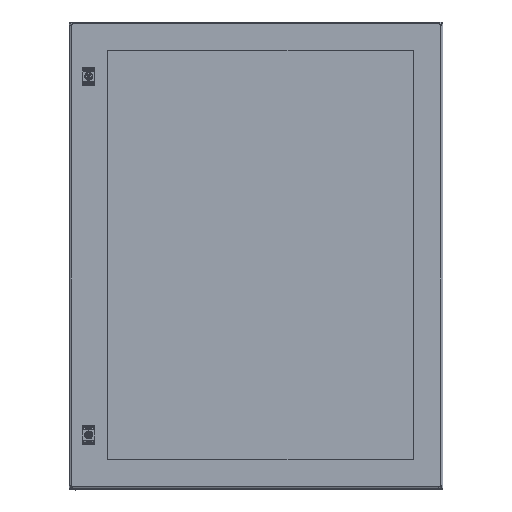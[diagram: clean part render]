
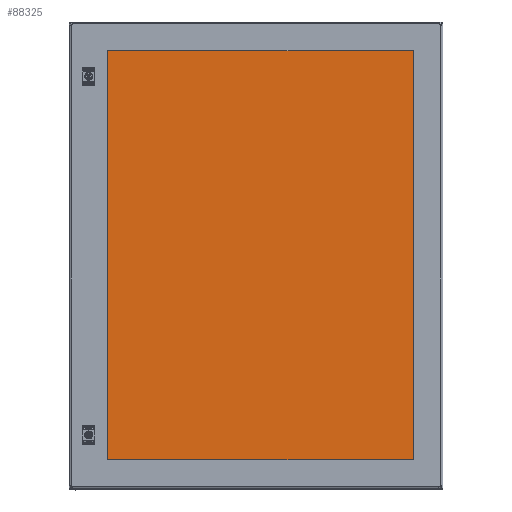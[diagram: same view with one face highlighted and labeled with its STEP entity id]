
A CAD part, top view. The second image highlights one B-rep face of the part: STEP entity #88325.
In plain terms, the highlighted face is planar.
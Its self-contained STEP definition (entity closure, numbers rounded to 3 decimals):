
#81355=DIRECTION('',(1.,0.,0.));
#81356=VECTOR('',#81355,685.);
#81357=CARTESIAN_POINT('',(45.8,3.5,950.3));
#81358=LINE('',#81357,#81356);
#81359=DIRECTION('',(0.,0.,-1.));
#81360=VECTOR('',#81359,905.);
#81361=CARTESIAN_POINT('',(730.8,3.5,950.3));
#81362=LINE('',#81361,#81360);
#81363=DIRECTION('',(-1.,0.,0.));
#81364=VECTOR('',#81363,685.);
#81365=CARTESIAN_POINT('',(730.8,3.5,45.3));
#81366=LINE('',#81365,#81364);
#81367=DIRECTION('',(0.,0.,1.));
#81368=VECTOR('',#81367,905.);
#81369=CARTESIAN_POINT('',(45.8,3.5,45.3));
#81370=LINE('',#81369,#81368);
#82695=CARTESIAN_POINT('',(730.8,3.5,950.3));
#82696=VERTEX_POINT('',#82695);
#82697=CARTESIAN_POINT('',(730.8,3.5,45.3));
#82698=VERTEX_POINT('',#82697);
#82699=CARTESIAN_POINT('',(45.8,3.5,45.3));
#82700=VERTEX_POINT('',#82699);
#82701=CARTESIAN_POINT('',(45.8,3.5,950.3));
#82702=VERTEX_POINT('',#82701);
#88313=CARTESIAN_POINT('',(388.3,3.5,497.8));
#88314=DIRECTION('',(0.,1.,0.));
#88315=DIRECTION('',(-1.,0.,0.));
#88316=AXIS2_PLACEMENT_3D('',#88313,#88314,#88315);
#88317=PLANE('',#88316);
#88318=ORIENTED_EDGE('',*,*,#87243,.T.);
#88320=ORIENTED_EDGE('',*,*,#88319,.T.);
#88321=ORIENTED_EDGE('',*,*,#87629,.T.);
#88322=ORIENTED_EDGE('',*,*,#88307,.T.);
#88323=EDGE_LOOP('',(#88318,#88320,#88321,#88322));
#88324=FACE_OUTER_BOUND('',#88323,.F.);
#88325=ADVANCED_FACE('',(#88324),#88317,.F.);
#87243=EDGE_CURVE('',#82702,#82696,#81358,.T.);
#87629=EDGE_CURVE('',#82698,#82700,#81366,.T.);
#88307=EDGE_CURVE('',#82700,#82702,#81370,.T.);
#88319=EDGE_CURVE('',#82696,#82698,#81362,.T.);
